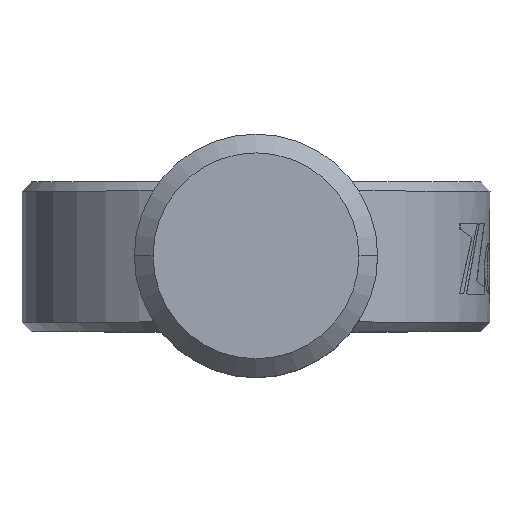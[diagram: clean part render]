
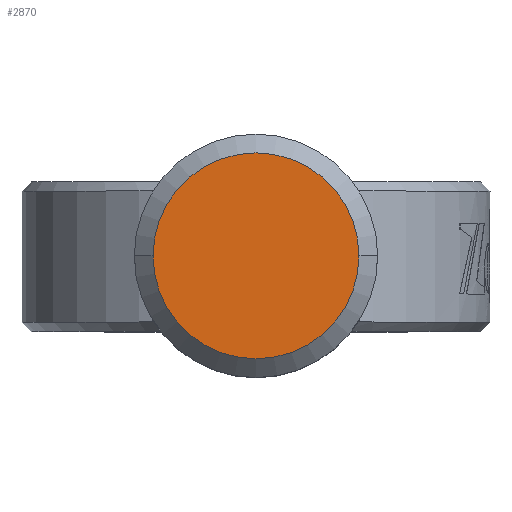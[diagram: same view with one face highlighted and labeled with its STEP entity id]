
A CAD part, top view. The second image highlights one B-rep face of the part: STEP entity #2870.
In plain terms, the highlighted planar face has unit normal (0, 0, 1).
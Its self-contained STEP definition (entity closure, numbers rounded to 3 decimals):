
#119 = AXIS2_PLACEMENT_3D ( 'NONE', #270, #2341, #1614 ) ;
#182 = EDGE_LOOP ( 'NONE', ( #3170, #418 ) ) ;
#183 = CARTESIAN_POINT ( 'NONE',  ( -2.617, -1.044, 55. ) ) ;
#270 = CARTESIAN_POINT ( 'NONE',  ( -2.617, -1.044, 55. ) ) ;
#357 = AXIS2_PLACEMENT_3D ( 'NONE', #183, #1995, #2282 ) ;
#418 = ORIENTED_EDGE ( 'NONE', *, *, #872, .T. ) ;
#667 = VERTEX_POINT ( 'NONE', #2432 ) ;
#848 = VERTEX_POINT ( 'NONE', #3458 ) ;
#872 = EDGE_CURVE ( 'NONE', #667, #848, #1085, .T. ) ;
#1085 = CIRCLE ( 'NONE', #119, 5.5 ) ;
#1387 = DIRECTION ( 'NONE',  ( -1., 0., 0. ) ) ;
#1614 = DIRECTION ( 'NONE',  ( -1., 0., 0. ) ) ;
#1651 = CARTESIAN_POINT ( 'NONE',  ( 2.949, -6.61, 55. ) ) ;
#1995 = DIRECTION ( 'NONE',  ( 0., 0., 1. ) ) ;
#2219 = PLANE ( 'NONE',  #2732 ) ;
#2282 = DIRECTION ( 'NONE',  ( -1., 0., 0. ) ) ;
#2341 = DIRECTION ( 'NONE',  ( 0., 0., 1. ) ) ;
#2432 = CARTESIAN_POINT ( 'NONE',  ( 2.883, -1.044, 55. ) ) ;
#2517 = EDGE_CURVE ( 'NONE', #848, #667, #2542, .T. ) ;
#2542 = CIRCLE ( 'NONE', #357, 5.5 ) ;
#2732 = AXIS2_PLACEMENT_3D ( 'NONE', #1651, #2739, #1387 ) ;
#2739 = DIRECTION ( 'NONE',  ( 0., 0., -1. ) ) ;
#2843 = FACE_OUTER_BOUND ( 'NONE', #182, .T. ) ;
#2870 = ADVANCED_FACE ( 'NONE', ( #2843 ), #2219, .F. ) ;
#3170 = ORIENTED_EDGE ( 'NONE', *, *, #2517, .T. ) ;
#3458 = CARTESIAN_POINT ( 'NONE',  ( -8.117, -1.044, 55. ) ) ;
